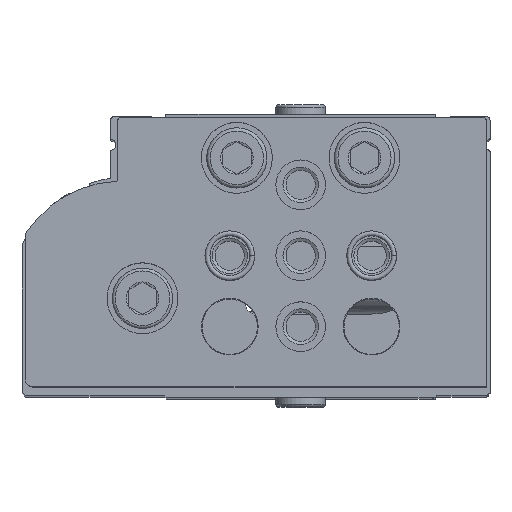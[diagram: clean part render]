
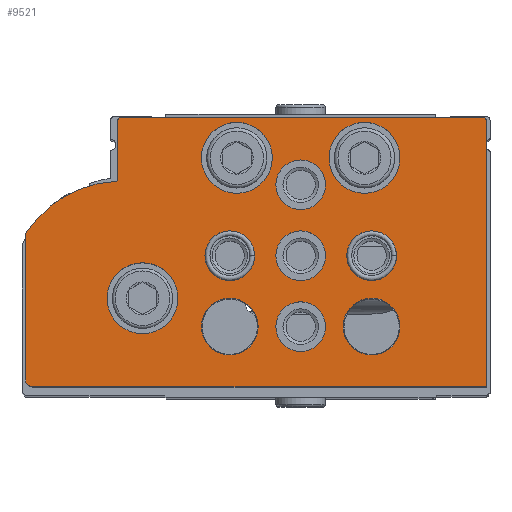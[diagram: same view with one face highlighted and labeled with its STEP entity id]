
A CAD part, top view. The second image highlights one B-rep face of the part: STEP entity #9521.
In plain terms, the highlighted face is planar.
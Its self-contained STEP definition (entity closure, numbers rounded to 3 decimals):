
#955=LINE('',#16020,#1680);
#957=LINE('',#16024,#1682);
#960=LINE('',#16032,#1685);
#965=LINE('',#16048,#1690);
#968=LINE('',#16056,#1693);
#1680=VECTOR('',#13035,1000.);
#1682=VECTOR('',#13039,1000.);
#1685=VECTOR('',#13048,1000.);
#1690=VECTOR('',#13067,1000.);
#1693=VECTOR('',#13076,1000.);
#3648=ORIENTED_EDGE('',*,*,#5327,.T.);
#3649=ORIENTED_EDGE('',*,*,#5328,.T.);
#3650=ORIENTED_EDGE('',*,*,#5329,.T.);
#3651=ORIENTED_EDGE('',*,*,#5330,.T.);
#3652=ORIENTED_EDGE('',*,*,#5331,.T.);
#3653=ORIENTED_EDGE('',*,*,#5332,.T.);
#3654=ORIENTED_EDGE('',*,*,#5333,.T.);
#3655=ORIENTED_EDGE('',*,*,#5334,.T.);
#3656=ORIENTED_EDGE('',*,*,#5335,.T.);
#3657=ORIENTED_EDGE('',*,*,#5336,.T.);
#3658=ORIENTED_EDGE('',*,*,#5304,.F.);
#3659=ORIENTED_EDGE('',*,*,#5325,.F.);
#3660=ORIENTED_EDGE('',*,*,#5323,.F.);
#3661=ORIENTED_EDGE('',*,*,#5321,.F.);
#3662=ORIENTED_EDGE('',*,*,#5319,.T.);
#3663=ORIENTED_EDGE('',*,*,#5317,.F.);
#3664=ORIENTED_EDGE('',*,*,#5315,.F.);
#3665=ORIENTED_EDGE('',*,*,#5313,.F.);
#3666=ORIENTED_EDGE('',*,*,#5311,.F.);
#3667=ORIENTED_EDGE('',*,*,#5309,.F.);
#3668=ORIENTED_EDGE('',*,*,#5307,.F.);
#5304=EDGE_CURVE('',#6335,#6336,#6927,.T.);
#5307=EDGE_CURVE('',#6336,#6337,#955,.T.);
#5309=EDGE_CURVE('',#6337,#6338,#957,.T.);
#5311=EDGE_CURVE('',#6338,#6339,#6928,.T.);
#5313=EDGE_CURVE('',#6339,#6340,#960,.T.);
#5315=EDGE_CURVE('',#6340,#6341,#6929,.T.);
#5317=EDGE_CURVE('',#6341,#6342,#6930,.T.);
#5319=EDGE_CURVE('',#6343,#6342,#6931,.T.);
#5321=EDGE_CURVE('',#6343,#6344,#965,.T.);
#5323=EDGE_CURVE('',#6344,#6345,#6932,.T.);
#5325=EDGE_CURVE('',#6345,#6335,#968,.T.);
#5327=EDGE_CURVE('',#6346,#6346,#6933,.T.);
#5328=EDGE_CURVE('',#6347,#6347,#6934,.T.);
#5329=EDGE_CURVE('',#6348,#6348,#6935,.T.);
#5330=EDGE_CURVE('',#6349,#6349,#6936,.T.);
#5331=EDGE_CURVE('',#6350,#6350,#6937,.T.);
#5332=EDGE_CURVE('',#6351,#6351,#6938,.T.);
#5333=EDGE_CURVE('',#6352,#6352,#6939,.T.);
#5334=EDGE_CURVE('',#6353,#6353,#6940,.T.);
#5335=EDGE_CURVE('',#6354,#6354,#6941,.T.);
#5336=EDGE_CURVE('',#6355,#6355,#6942,.T.);
#6335=VERTEX_POINT('',#16015);
#6336=VERTEX_POINT('',#16016);
#6337=VERTEX_POINT('',#16021);
#6338=VERTEX_POINT('',#16025);
#6339=VERTEX_POINT('',#16029);
#6340=VERTEX_POINT('',#16033);
#6341=VERTEX_POINT('',#16037);
#6342=VERTEX_POINT('',#16041);
#6343=VERTEX_POINT('',#16045);
#6344=VERTEX_POINT('',#16049);
#6345=VERTEX_POINT('',#16053);
#6346=VERTEX_POINT('',#16060);
#6347=VERTEX_POINT('',#16062);
#6348=VERTEX_POINT('',#16064);
#6349=VERTEX_POINT('',#16066);
#6350=VERTEX_POINT('',#16068);
#6351=VERTEX_POINT('',#16070);
#6352=VERTEX_POINT('',#16072);
#6353=VERTEX_POINT('',#16074);
#6354=VERTEX_POINT('',#16076);
#6355=VERTEX_POINT('',#16078);
#6927=CIRCLE('',#10717,0.5);
#6928=CIRCLE('',#10721,1.);
#6929=CIRCLE('',#10724,1.);
#6930=CIRCLE('',#10726,16.);
#6931=CIRCLE('',#10728,0.3);
#6932=CIRCLE('',#10731,0.5);
#6933=CIRCLE('',#10734,5.);
#6934=CIRCLE('',#10735,5.);
#6935=CIRCLE('',#10736,5.);
#6936=CIRCLE('',#10737,3.5);
#6937=CIRCLE('',#10738,3.5);
#6938=CIRCLE('',#10739,3.5);
#6939=CIRCLE('',#10740,3.5);
#6940=CIRCLE('',#10741,3.5);
#6941=CIRCLE('',#10742,4.);
#6942=CIRCLE('',#10743,4.);
#7608=EDGE_LOOP('',(#3648));
#7609=EDGE_LOOP('',(#3649));
#7610=EDGE_LOOP('',(#3650));
#7611=EDGE_LOOP('',(#3651));
#7612=EDGE_LOOP('',(#3652));
#7613=EDGE_LOOP('',(#3653));
#7614=EDGE_LOOP('',(#3654));
#7615=EDGE_LOOP('',(#3655));
#7616=EDGE_LOOP('',(#3656));
#7617=EDGE_LOOP('',(#3657));
#7618=EDGE_LOOP('',(#3658,#3659,#3660,#3661,#3662,#3663,#3664,#3665,#3666,
#3667,#3668));
#8487=FACE_BOUND('',#7608,.T.);
#8488=FACE_BOUND('',#7609,.T.);
#8489=FACE_BOUND('',#7610,.T.);
#8490=FACE_BOUND('',#7611,.T.);
#8491=FACE_BOUND('',#7612,.T.);
#8492=FACE_BOUND('',#7613,.T.);
#8493=FACE_BOUND('',#7614,.T.);
#8494=FACE_BOUND('',#7615,.T.);
#8495=FACE_BOUND('',#7616,.T.);
#8496=FACE_BOUND('',#7617,.T.);
#8497=FACE_BOUND('',#7618,.T.);
#9028=PLANE('',#10733);
#9521=ADVANCED_FACE('',(#8487,#8488,#8489,#8490,#8491,#8492,#8493,#8494,
#8495,#8496,#8497),#9028,.F.);
#10717=AXIS2_PLACEMENT_3D('',#16014,#13029,#13030);
#10721=AXIS2_PLACEMENT_3D('',#16028,#13043,#13044);
#10724=AXIS2_PLACEMENT_3D('',#16036,#13052,#13053);
#10726=AXIS2_PLACEMENT_3D('',#16040,#13057,#13058);
#10728=AXIS2_PLACEMENT_3D('',#16044,#13062,#13063);
#10731=AXIS2_PLACEMENT_3D('',#16052,#13071,#13072);
#10733=AXIS2_PLACEMENT_3D('',#16058,#13078,#13079);
#10734=AXIS2_PLACEMENT_3D('',#16059,#13080,#13081);
#10735=AXIS2_PLACEMENT_3D('',#16061,#13082,#13083);
#10736=AXIS2_PLACEMENT_3D('',#16063,#13084,#13085);
#10737=AXIS2_PLACEMENT_3D('',#16065,#13086,#13087);
#10738=AXIS2_PLACEMENT_3D('',#16067,#13088,#13089);
#10739=AXIS2_PLACEMENT_3D('',#16069,#13090,#13091);
#10740=AXIS2_PLACEMENT_3D('',#16071,#13092,#13093);
#10741=AXIS2_PLACEMENT_3D('',#16073,#13094,#13095);
#10742=AXIS2_PLACEMENT_3D('',#16075,#13096,#13097);
#10743=AXIS2_PLACEMENT_3D('',#16077,#13098,#13099);
#13029=DIRECTION('',(0.,0.,1.));
#13030=DIRECTION('',(1.,0.,0.));
#13035=DIRECTION('',(0.,-1.,0.));
#13039=DIRECTION('',(1.,0.,0.));
#13043=DIRECTION('',(0.,0.,1.));
#13044=DIRECTION('',(1.,0.,0.));
#13048=DIRECTION('',(0.,1.,0.));
#13052=DIRECTION('',(0.,0.,1.));
#13053=DIRECTION('',(1.,0.,0.));
#13057=DIRECTION('',(0.,0.,1.));
#13058=DIRECTION('',(1.,0.,0.));
#13062=DIRECTION('',(0.,0.,1.));
#13063=DIRECTION('',(1.,0.,0.));
#13067=DIRECTION('',(0.,1.,0.));
#13071=DIRECTION('',(0.,0.,1.));
#13072=DIRECTION('',(1.,0.,0.));
#13076=DIRECTION('',(-1.,0.,0.));
#13078=DIRECTION('',(0.,0.,1.));
#13079=DIRECTION('',(1.,0.,0.));
#13080=DIRECTION('',(0.,0.,1.));
#13081=DIRECTION('',(1.,0.,0.));
#13082=DIRECTION('',(0.,0.,1.));
#13083=DIRECTION('',(1.,0.,0.));
#13084=DIRECTION('',(0.,0.,1.));
#13085=DIRECTION('',(1.,0.,0.));
#13086=DIRECTION('',(0.,0.,1.));
#13087=DIRECTION('',(1.,0.,0.));
#13088=DIRECTION('',(0.,0.,1.));
#13089=DIRECTION('',(1.,0.,0.));
#13090=DIRECTION('',(0.,0.,1.));
#13091=DIRECTION('',(1.,0.,0.));
#13092=DIRECTION('',(0.,0.,1.));
#13093=DIRECTION('',(1.,0.,0.));
#13094=DIRECTION('',(0.,0.,1.));
#13095=DIRECTION('',(1.,0.,0.));
#13096=DIRECTION('',(0.,0.,1.));
#13097=DIRECTION('',(1.,0.,0.));
#13098=DIRECTION('',(0.,0.,1.));
#13099=DIRECTION('',(1.,0.,0.));
#16014=CARTESIAN_POINT('',(0.5,37.5,0.));
#16015=CARTESIAN_POINT('',(0.5,38.,0.));
#16016=CARTESIAN_POINT('',(0.,37.5,0.));
#16020=CARTESIAN_POINT('',(0.,37.5,0.));
#16021=CARTESIAN_POINT('',(0.,0.,0.));
#16024=CARTESIAN_POINT('',(0.,0.,0.));
#16025=CARTESIAN_POINT('',(64.,0.,0.));
#16028=CARTESIAN_POINT('',(64.,1.,0.));
#16029=CARTESIAN_POINT('',(65.,1.,0.));
#16032=CARTESIAN_POINT('',(65.,1.,0.));
#16033=CARTESIAN_POINT('',(65.,21.292,0.));
#16036=CARTESIAN_POINT('',(64.,21.292,0.));
#16037=CARTESIAN_POINT('',(64.833,21.844,0.));
#16040=CARTESIAN_POINT('',(51.5,13.,0.));
#16041=CARTESIAN_POINT('',(52.285,28.981,0.));
#16044=CARTESIAN_POINT('',(52.3,29.28,0.));
#16045=CARTESIAN_POINT('',(52.,29.28,0.));
#16048=CARTESIAN_POINT('',(52.,29.28,0.));
#16049=CARTESIAN_POINT('',(52.,37.5,0.));
#16052=CARTESIAN_POINT('',(51.5,37.5,0.));
#16053=CARTESIAN_POINT('',(51.5,38.,0.));
#16056=CARTESIAN_POINT('',(51.5,38.,0.));
#16058=CARTESIAN_POINT('',(0.5,37.5,0.));
#16059=CARTESIAN_POINT('',(48.5,12.5,0.));
#16060=CARTESIAN_POINT('',(53.5,12.5,0.));
#16061=CARTESIAN_POINT('',(35.2,32.3,0.));
#16062=CARTESIAN_POINT('',(40.2,32.3,0.));
#16063=CARTESIAN_POINT('',(17.2,32.3,0.));
#16064=CARTESIAN_POINT('',(22.2,32.3,0.));
#16065=CARTESIAN_POINT('',(26.2,28.5,0.));
#16066=CARTESIAN_POINT('',(29.7,28.5,0.));
#16067=CARTESIAN_POINT('',(36.2,18.5,0.));
#16068=CARTESIAN_POINT('',(39.7,18.5,0.));
#16069=CARTESIAN_POINT('',(26.2,18.5,0.));
#16070=CARTESIAN_POINT('',(29.7,18.5,0.));
#16071=CARTESIAN_POINT('',(16.2,18.5,0.));
#16072=CARTESIAN_POINT('',(19.7,18.5,0.));
#16073=CARTESIAN_POINT('',(26.2,8.5,0.));
#16074=CARTESIAN_POINT('',(29.7,8.5,0.));
#16075=CARTESIAN_POINT('',(36.2,8.5,0.));
#16076=CARTESIAN_POINT('',(40.2,8.5,0.));
#16077=CARTESIAN_POINT('',(16.2,8.5,0.));
#16078=CARTESIAN_POINT('',(20.2,8.5,0.));
